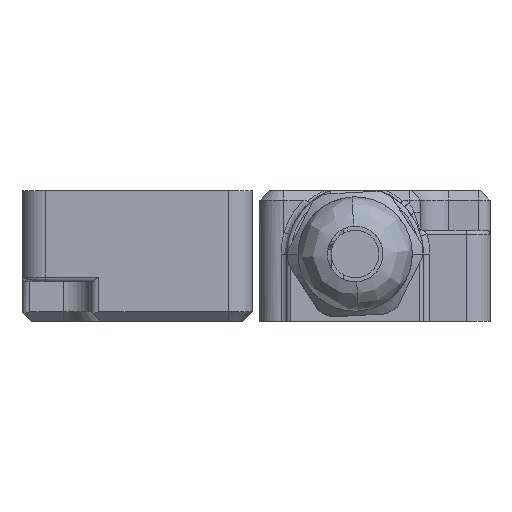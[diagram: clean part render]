
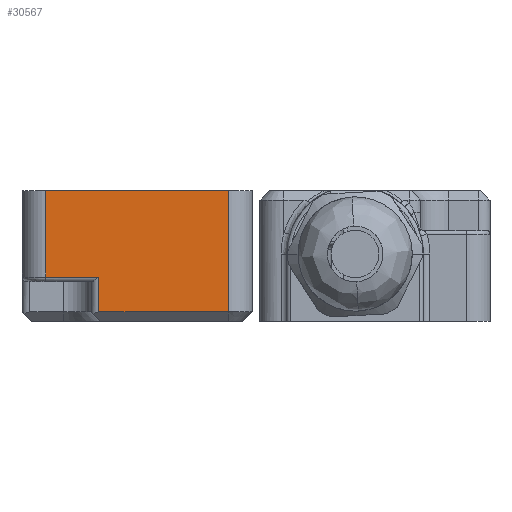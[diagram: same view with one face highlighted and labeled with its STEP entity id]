
A CAD part, front view. The second image highlights one B-rep face of the part: STEP entity #30567.
In plain terms, the highlighted face is planar.
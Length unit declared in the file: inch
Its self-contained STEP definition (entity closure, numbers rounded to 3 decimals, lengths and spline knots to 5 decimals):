
#855 = DIRECTION ( 'NONE',  ( 0., 0., -1. ) ) ;
#1658 = DIRECTION ( 'NONE',  ( 0., 0., -1. ) ) ;
#2123 = VERTEX_POINT ( 'NONE', #2443 ) ;
#2443 = CARTESIAN_POINT ( 'NONE',  ( -0.18898, 2.95276, 0.60236 ) ) ;
#2730 = VERTEX_POINT ( 'NONE', #30204 ) ;
#4164 = FACE_OUTER_BOUND ( 'NONE', #13407, .T. ) ;
#4938 = AXIS2_PLACEMENT_3D ( 'NONE', #9874, #15948, #855 ) ;
#6450 = CARTESIAN_POINT ( 'NONE',  ( -0.57087, 2.95276, 0.60236 ) ) ;
#6528 = CARTESIAN_POINT ( 'NONE',  ( 0.45276, 2.95276, 0.64961 ) ) ;
#8406 = VECTOR ( 'NONE', #1658, 39.37008 ) ;
#8870 = EDGE_CURVE ( 'NONE', #31469, #2123, #15164, .T. ) ;
#8903 = CARTESIAN_POINT ( 'NONE',  ( -0.45276, 2.95276, 0.64961 ) ) ;
#9269 = LINE ( 'NONE', #17382, #16350 ) ;
#9874 = CARTESIAN_POINT ( 'NONE',  ( -0.57087, 2.95276, 0.64961 ) ) ;
#10502 = VERTEX_POINT ( 'NONE', #32065 ) ;
#11149 = LINE ( 'NONE', #22622, #26217 ) ;
#11582 = DIRECTION ( 'NONE',  ( -1., 0., 0. ) ) ;
#13407 = EDGE_LOOP ( 'NONE', ( #29844, #15499, #15958, #17086, #32613, #25285 ) ) ;
#13862 = VECTOR ( 'NONE', #33093, 39.37008 ) ;
#14340 = CARTESIAN_POINT ( 'NONE',  ( -0.18898, 2.95276, 0.42913 ) ) ;
#15164 = LINE ( 'NONE', #6450, #29732 ) ;
#15499 = ORIENTED_EDGE ( 'NONE', *, *, #30627, .F. ) ;
#15631 = CARTESIAN_POINT ( 'NONE',  ( -0.45276, 2.95276, 0. ) ) ;
#15948 = DIRECTION ( 'NONE',  ( 0., -1., 0. ) ) ;
#15958 = ORIENTED_EDGE ( 'NONE', *, *, #8870, .F. ) ;
#16350 = VECTOR ( 'NONE', #32245, 39.37008 ) ;
#17086 = ORIENTED_EDGE ( 'NONE', *, *, #25940, .F. ) ;
#17382 = CARTESIAN_POINT ( 'NONE',  ( -0.57087, 2.95276, 0. ) ) ;
#22622 = CARTESIAN_POINT ( 'NONE',  ( -0.57087, 2.95276, 0.42913 ) ) ;
#24396 = LINE ( 'NONE', #25641, #8406 ) ;
#25285 = ORIENTED_EDGE ( 'NONE', *, *, #33748, .F. ) ;
#25641 = CARTESIAN_POINT ( 'NONE',  ( -0.18898, 2.95276, 0.64961 ) ) ;
#25940 = EDGE_CURVE ( 'NONE', #10502, #31469, #33536, .T. ) ;
#26217 = VECTOR ( 'NONE', #11582, 39.37008 ) ;
#26576 = VERTEX_POINT ( 'NONE', #14340 ) ;
#26922 = VECTOR ( 'NONE', #33345, 39.37008 ) ;
#27886 = PLANE ( 'NONE',  #4938 ) ;
#29732 = VECTOR ( 'NONE', #33270, 39.37008 ) ;
#29844 = ORIENTED_EDGE ( 'NONE', *, *, #31613, .F. ) ;
#30204 = CARTESIAN_POINT ( 'NONE',  ( -0.45276, 2.95276, 0.42913 ) ) ;
#30567 = ADVANCED_FACE ( 'NONE', ( #4164 ), #27886, .F. ) ;
#30627 = EDGE_CURVE ( 'NONE', #2123, #26576, #24396, .T. ) ;
#31194 = CARTESIAN_POINT ( 'NONE',  ( 0.45276, 2.95276, 0.60236 ) ) ;
#31469 = VERTEX_POINT ( 'NONE', #31194 ) ;
#31613 = EDGE_CURVE ( 'NONE', #26576, #2730, #11149, .T. ) ;
#32065 = CARTESIAN_POINT ( 'NONE',  ( 0.45276, 2.95276, 0. ) ) ;
#32245 = DIRECTION ( 'NONE',  ( 1., 0., 0. ) ) ;
#32613 = ORIENTED_EDGE ( 'NONE', *, *, #38394, .F. ) ;
#33093 = DIRECTION ( 'NONE',  ( 0., 0., -1. ) ) ;
#33270 = DIRECTION ( 'NONE',  ( -1., 0., 0. ) ) ;
#33345 = DIRECTION ( 'NONE',  ( 0., 0., 1. ) ) ;
#33536 = LINE ( 'NONE', #6528, #26922 ) ;
#33748 = EDGE_CURVE ( 'NONE', #2730, #37144, #34606, .T. ) ;
#34606 = LINE ( 'NONE', #8903, #13862 ) ;
#37144 = VERTEX_POINT ( 'NONE', #15631 ) ;
#38394 = EDGE_CURVE ( 'NONE', #37144, #10502, #9269, .T. ) ;
